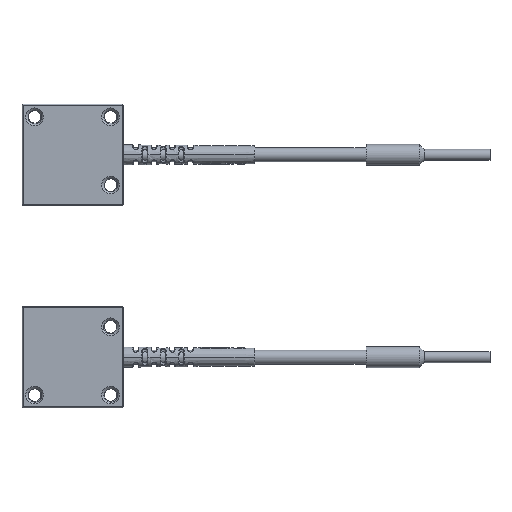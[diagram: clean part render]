
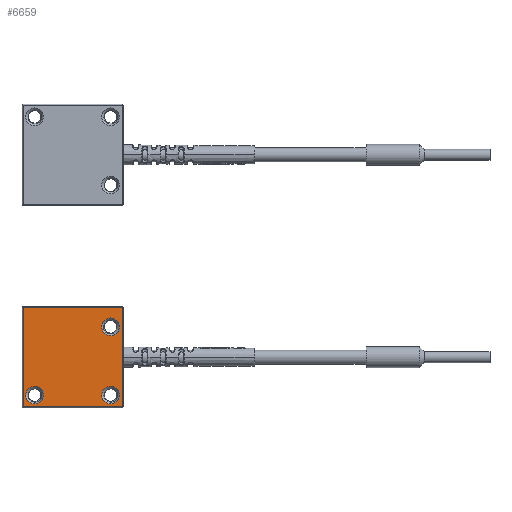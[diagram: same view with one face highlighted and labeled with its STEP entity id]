
A CAD part, top view. The second image highlights one B-rep face of the part: STEP entity #6659.
In plain terms, the highlighted planar face has unit normal (0, 0, 1).
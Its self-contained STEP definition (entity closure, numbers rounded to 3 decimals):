
#1357=DIRECTION('',(0.,-1.,0.));
#1358=VECTOR('',#1357,19.6);
#1359=CARTESIAN_POINT('',(-9.8,9.8,2.5));
#1360=LINE('',#1359,#1358);
#1361=DIRECTION('',(-1.,0.,0.));
#1362=VECTOR('',#1361,19.6);
#1363=CARTESIAN_POINT('',(9.8,9.8,2.5));
#1364=LINE('',#1363,#1362);
#1365=DIRECTION('',(0.,1.,0.));
#1366=VECTOR('',#1365,19.6);
#1367=CARTESIAN_POINT('',(9.8,-9.8,2.5));
#1368=LINE('',#1367,#1366);
#1369=DIRECTION('',(1.,0.,0.));
#1370=VECTOR('',#1369,19.6);
#1371=CARTESIAN_POINT('',(-9.8,-9.8,2.5));
#1372=LINE('',#1371,#1370);
#1373=CARTESIAN_POINT('',(-7.5,-7.5,2.5));
#1374=DIRECTION('',(0.,0.,-1.));
#1375=DIRECTION('',(1.,0.,0.));
#1376=AXIS2_PLACEMENT_3D('',#1373,#1374,#1375);
#1378=CARTESIAN_POINT('',(-7.5,-7.5,2.5));
#1379=DIRECTION('',(0.,0.,-1.));
#1380=DIRECTION('',(-1.,0.,0.));
#1381=AXIS2_PLACEMENT_3D('',#1378,#1379,#1380);
#1383=CARTESIAN_POINT('',(7.5,-7.5,2.5));
#1384=DIRECTION('',(0.,0.,-1.));
#1385=DIRECTION('',(1.,0.,0.));
#1386=AXIS2_PLACEMENT_3D('',#1383,#1384,#1385);
#1388=CARTESIAN_POINT('',(7.5,-7.5,2.5));
#1389=DIRECTION('',(0.,0.,-1.));
#1390=DIRECTION('',(-1.,0.,0.));
#1391=AXIS2_PLACEMENT_3D('',#1388,#1389,#1390);
#1393=CARTESIAN_POINT('',(7.5,6.,2.5));
#1394=DIRECTION('',(0.,0.,-1.));
#1395=DIRECTION('',(-1.,0.,0.));
#1396=AXIS2_PLACEMENT_3D('',#1393,#1394,#1395);
#1398=CARTESIAN_POINT('',(7.5,6.,2.5));
#1399=DIRECTION('',(0.,0.,-1.));
#1400=DIRECTION('',(1.,0.,0.));
#1401=AXIS2_PLACEMENT_3D('',#1398,#1399,#1400);
#4771=CARTESIAN_POINT('',(-5.75,-7.5,2.5));
#4772=CARTESIAN_POINT('',(-9.25,-7.5,2.5));
#4773=VERTEX_POINT('',#4771);
#4774=VERTEX_POINT('',#4772);
#4775=CARTESIAN_POINT('',(9.25,-7.5,2.5));
#4776=CARTESIAN_POINT('',(5.75,-7.5,2.5));
#4777=VERTEX_POINT('',#4775);
#4778=VERTEX_POINT('',#4776);
#4799=CARTESIAN_POINT('',(-9.8,9.8,2.5));
#4800=CARTESIAN_POINT('',(-9.8,-9.8,2.5));
#4801=VERTEX_POINT('',#4799);
#4802=VERTEX_POINT('',#4800);
#4813=CARTESIAN_POINT('',(9.8,-9.8,2.5));
#4814=CARTESIAN_POINT('',(9.8,9.8,2.5));
#4815=VERTEX_POINT('',#4813);
#4816=VERTEX_POINT('',#4814);
#4859=CARTESIAN_POINT('',(5.75,6.,2.5));
#4860=CARTESIAN_POINT('',(9.25,6.,2.5));
#4861=VERTEX_POINT('',#4859);
#4862=VERTEX_POINT('',#4860);
#6628=CARTESIAN_POINT('',(0.,0.,2.5));
#6629=DIRECTION('',(0.,0.,1.));
#6630=DIRECTION('',(1.,0.,0.));
#6631=AXIS2_PLACEMENT_3D('',#6628,#6629,#6630);
#6632=PLANE('',#6631);
#6634=ORIENTED_EDGE('',*,*,#6633,.F.);
#6636=ORIENTED_EDGE('',*,*,#6635,.F.);
#6638=ORIENTED_EDGE('',*,*,#6637,.F.);
#6640=ORIENTED_EDGE('',*,*,#6639,.F.);
#6641=EDGE_LOOP('',(#6634,#6636,#6638,#6640));
#6642=FACE_OUTER_BOUND('',#6641,.F.);
#6643=ORIENTED_EDGE('',*,*,#6621,.F.);
#6644=ORIENTED_EDGE('',*,*,#6606,.F.);
#6645=EDGE_LOOP('',(#6643,#6644));
#6646=FACE_BOUND('',#6645,.F.);
#6648=ORIENTED_EDGE('',*,*,#6647,.F.);
#6650=ORIENTED_EDGE('',*,*,#6649,.F.);
#6651=EDGE_LOOP('',(#6648,#6650));
#6652=FACE_BOUND('',#6651,.F.);
#6654=ORIENTED_EDGE('',*,*,#6653,.F.);
#6656=ORIENTED_EDGE('',*,*,#6655,.F.);
#6657=EDGE_LOOP('',(#6654,#6656));
#6658=FACE_BOUND('',#6657,.F.);
#6659=ADVANCED_FACE('',(#6642,#6646,#6652,#6658),#6632,.T.);
#1377=CIRCLE('',#1376,1.75);
#1382=CIRCLE('',#1381,1.75);
#1387=CIRCLE('',#1386,1.75);
#1392=CIRCLE('',#1391,1.75);
#1397=CIRCLE('',#1396,1.75);
#1402=CIRCLE('',#1401,1.75);
#6606=EDGE_CURVE('',#4774,#4773,#1382,.T.);
#6621=EDGE_CURVE('',#4773,#4774,#1377,.T.);
#6633=EDGE_CURVE('',#4801,#4802,#1360,.T.);
#6635=EDGE_CURVE('',#4816,#4801,#1364,.T.);
#6637=EDGE_CURVE('',#4815,#4816,#1368,.T.);
#6639=EDGE_CURVE('',#4802,#4815,#1372,.T.);
#6647=EDGE_CURVE('',#4777,#4778,#1387,.T.);
#6649=EDGE_CURVE('',#4778,#4777,#1392,.T.);
#6653=EDGE_CURVE('',#4861,#4862,#1397,.T.);
#6655=EDGE_CURVE('',#4862,#4861,#1402,.T.);
